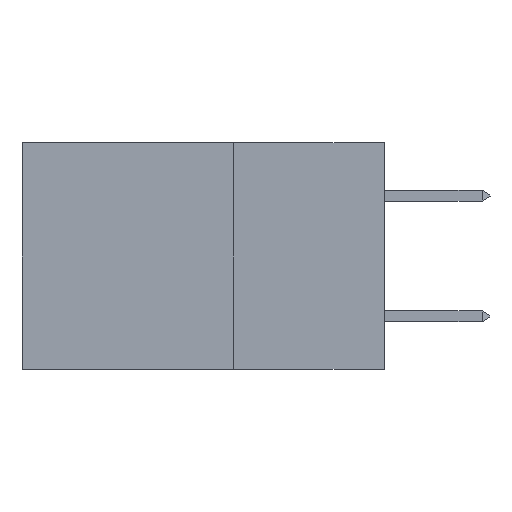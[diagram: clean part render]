
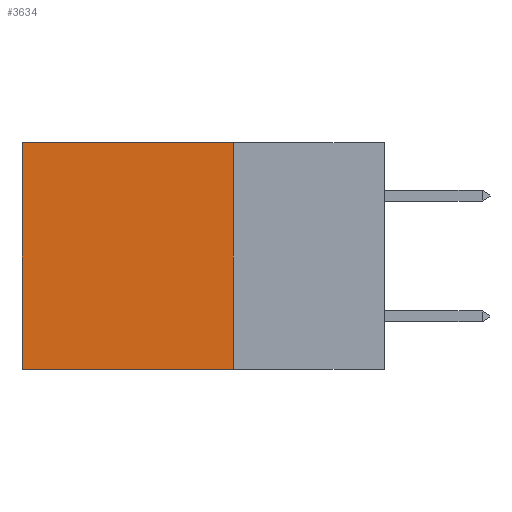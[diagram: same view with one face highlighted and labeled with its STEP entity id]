
A CAD part, left-side view. The second image highlights one B-rep face of the part: STEP entity #3634.
In plain terms, the highlighted planar face has unit normal (-1, 0, 0).
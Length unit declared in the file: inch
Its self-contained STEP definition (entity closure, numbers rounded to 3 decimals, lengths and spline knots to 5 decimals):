
#232 = VERTEX_POINT ( 'NONE', #2658 ) ;
#683 = VERTEX_POINT ( 'NONE', #6246 ) ;
#721 = EDGE_CURVE ( 'NONE', #6087, #683, #2758, .T. ) ;
#989 = VECTOR ( 'NONE', #1218, 39.37008 ) ;
#1108 = VECTOR ( 'NONE', #3085, 39.37008 ) ;
#1218 = DIRECTION ( 'NONE',  ( 0., 1., 0. ) ) ;
#1676 = VECTOR ( 'NONE', #9640, 39.37008 ) ;
#1748 = CARTESIAN_POINT ( 'NONE',  ( 0.2875, 0.6, -0.375 ) ) ;
#1943 = LINE ( 'NONE', #4504, #1108 ) ;
#2010 = CARTESIAN_POINT ( 'NONE',  ( 0.2875, 0.6, 0. ) ) ;
#2485 = ORIENTED_EDGE ( 'NONE', *, *, #7918, .T. ) ;
#2658 = CARTESIAN_POINT ( 'NONE',  ( 0.2875, 0.25, -0.375 ) ) ;
#2758 = LINE ( 'NONE', #1748, #3112 ) ;
#2895 = CARTESIAN_POINT ( 'NONE',  ( 0.2875, 0.25, -0.375 ) ) ;
#3016 = ORIENTED_EDGE ( 'NONE', *, *, #721, .T. ) ;
#3085 = DIRECTION ( 'NONE',  ( 0., 0., -1. ) ) ;
#3112 = VECTOR ( 'NONE', #8633, 39.37008 ) ;
#3412 = EDGE_CURVE ( 'NONE', #232, #683, #5590, .T. ) ;
#3634 = ADVANCED_FACE ( 'NONE', ( #3994 ), #9011, .F. ) ;
#3994 = FACE_OUTER_BOUND ( 'NONE', #8973, .T. ) ;
#4236 = CARTESIAN_POINT ( 'NONE',  ( 0.2875, 0.25, -0.375 ) ) ;
#4446 = DIRECTION ( 'NONE',  ( 0., 0., -1. ) ) ;
#4504 = CARTESIAN_POINT ( 'NONE',  ( 0.2875, 0.25, -0.375 ) ) ;
#5590 = LINE ( 'NONE', #4236, #1676 ) ;
#5759 = CARTESIAN_POINT ( 'NONE',  ( 0.2875, 0.25, 0. ) ) ;
#6087 = VERTEX_POINT ( 'NONE', #2010 ) ;
#6246 = CARTESIAN_POINT ( 'NONE',  ( 0.2875, 0.6, -0.375 ) ) ;
#6909 = LINE ( 'NONE', #5759, #989 ) ;
#7918 = EDGE_CURVE ( 'NONE', #8081, #6087, #6909, .T. ) ;
#8081 = VERTEX_POINT ( 'NONE', #8382 ) ;
#8180 = EDGE_CURVE ( 'NONE', #8081, #232, #1943, .T. ) ;
#8306 = ORIENTED_EDGE ( 'NONE', *, *, #3412, .F. ) ;
#8382 = CARTESIAN_POINT ( 'NONE',  ( 0.2875, 0.25, 0. ) ) ;
#8633 = DIRECTION ( 'NONE',  ( 0., 0., -1. ) ) ;
#8973 = EDGE_LOOP ( 'NONE', ( #3016, #8306, #9490, #2485 ) ) ;
#8984 = AXIS2_PLACEMENT_3D ( 'NONE', #2895, #9773, #4446 ) ;
#9011 = PLANE ( 'NONE',  #8984 ) ;
#9490 = ORIENTED_EDGE ( 'NONE', *, *, #8180, .F. ) ;
#9640 = DIRECTION ( 'NONE',  ( 0., 1., 0. ) ) ;
#9773 = DIRECTION ( 'NONE',  ( 1., 0., 0. ) ) ;
